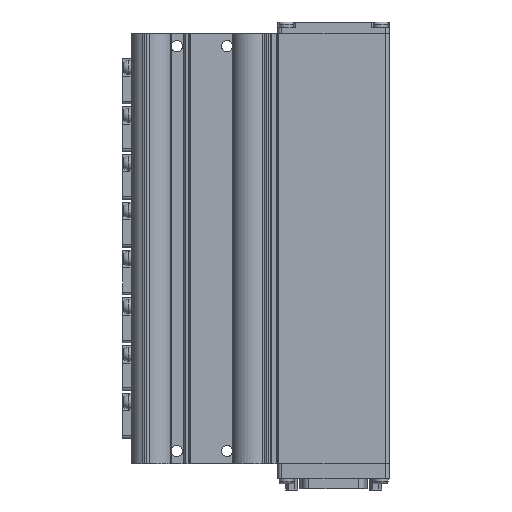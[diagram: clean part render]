
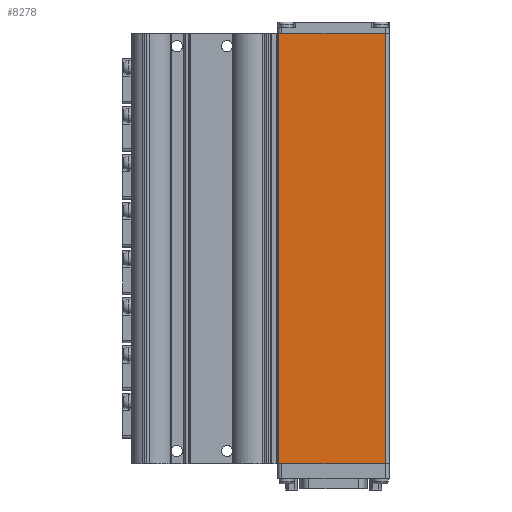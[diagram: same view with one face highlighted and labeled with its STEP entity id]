
A CAD part, front view. The second image highlights one B-rep face of the part: STEP entity #8278.
In plain terms, the highlighted planar face has unit normal (0, -1, 0).
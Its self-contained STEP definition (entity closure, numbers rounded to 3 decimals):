
#82=PLANE('',#9038);
#473=LINE('',#12901,#1155);
#485=LINE('',#12956,#1167);
#522=LINE('',#13163,#1204);
#523=LINE('',#13165,#1205);
#1155=VECTOR('',#10095,1000.);
#1167=VECTOR('',#10141,1000.);
#1204=VECTOR('',#10340,1000.);
#1205=VECTOR('',#10343,1000.);
#2517=ORIENTED_EDGE('',*,*,#4617,.F.);
#2518=ORIENTED_EDGE('',*,*,#4753,.F.);
#2519=ORIENTED_EDGE('',*,*,#4645,.T.);
#2520=ORIENTED_EDGE('',*,*,#4752,.T.);
#4617=EDGE_CURVE('',#5751,#5752,#473,.T.);
#4645=EDGE_CURVE('',#5778,#5777,#485,.T.);
#4752=EDGE_CURVE('',#5777,#5752,#522,.T.);
#4753=EDGE_CURVE('',#5778,#5751,#523,.T.);
#5751=VERTEX_POINT('',#12900);
#5752=VERTEX_POINT('',#12902);
#5777=VERTEX_POINT('',#12955);
#5778=VERTEX_POINT('',#12957);
#6549=EDGE_LOOP('',(#2517,#2518,#2519,#2520));
#7351=FACE_BOUND('',#6549,.T.);
#8278=ADVANCED_FACE('',(#7351),#82,.T.);
#9038=AXIS2_PLACEMENT_3D('',#13164,#10341,#10342);
#10095=DIRECTION('',(1.,0.,0.));
#10141=DIRECTION('',(1.,0.,0.));
#10340=DIRECTION('',(0.,0.,1.));
#10341=DIRECTION('',(0.,-1.,0.));
#10342=DIRECTION('',(0.,0.,-1.));
#10343=DIRECTION('',(0.,0.,1.));
#12900=CARTESIAN_POINT('',(10.5,-9.5,0.));
#12901=CARTESIAN_POINT('',(10.5,-9.5,0.));
#12902=CARTESIAN_POINT('',(53.,-9.5,0.));
#12955=CARTESIAN_POINT('',(53.,-9.5,-171.));
#12956=CARTESIAN_POINT('',(10.5,-9.5,-171.));
#12957=CARTESIAN_POINT('',(10.5,-9.5,-171.));
#13163=CARTESIAN_POINT('',(53.,-9.5,-171.));
#13164=CARTESIAN_POINT('',(10.5,-9.5,-171.));
#13165=CARTESIAN_POINT('',(10.5,-9.5,-171.));
